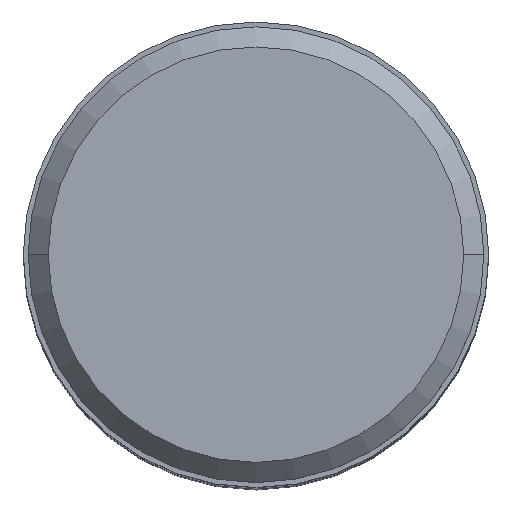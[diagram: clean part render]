
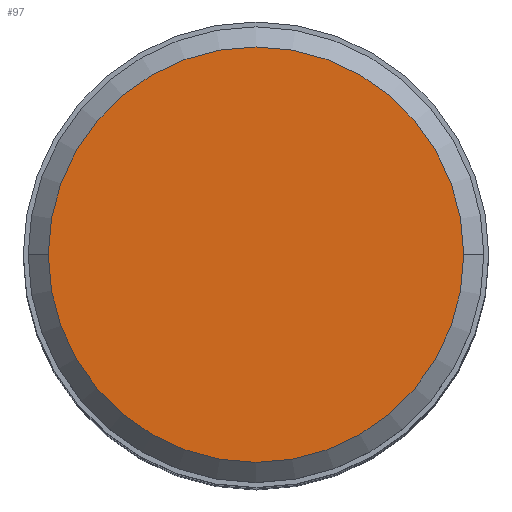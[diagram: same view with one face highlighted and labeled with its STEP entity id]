
A CAD part, top view. The second image highlights one B-rep face of the part: STEP entity #97.
In plain terms, the highlighted planar face has unit normal (0, 0, 1).
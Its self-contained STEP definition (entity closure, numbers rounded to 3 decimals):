
#59=PLANE('',#876);
#97=ADVANCED_FACE('',(#158),#59,.F.);
#158=FACE_OUTER_BOUND('',#206,.T.);
#206=EDGE_LOOP('',(#306,#307));
#306=ORIENTED_EDGE('',*,*,#522,.T.);
#307=ORIENTED_EDGE('',*,*,#523,.T.);
#452=VERTEX_POINT('',#1325);
#453=VERTEX_POINT('',#1326);
#522=EDGE_CURVE('',#452,#453,#620,.T.);
#523=EDGE_CURVE('',#453,#452,#621,.T.);
#620=CIRCLE('',#874,22.665);
#621=CIRCLE('',#875,22.665);
#874=AXIS2_PLACEMENT_3D('',#1324,#1071,#1072);
#875=AXIS2_PLACEMENT_3D('',#1327,#1073,#1074);
#876=AXIS2_PLACEMENT_3D('',#1328,#1075,#1076);
#1071=DIRECTION('',(0.,0.,1.));
#1072=DIRECTION('',(1.,0.,0.));
#1073=DIRECTION('',(0.,0.,1.));
#1074=DIRECTION('',(-1.,0.,0.));
#1075=DIRECTION('',(0.,0.,-1.));
#1076=DIRECTION('',(1.,0.,0.));
#1324=CARTESIAN_POINT('',(0.,0.,43.66));
#1325=CARTESIAN_POINT('',(22.665,0.,43.66));
#1326=CARTESIAN_POINT('',(-22.665,0.,43.66));
#1327=CARTESIAN_POINT('',(0.,0.,43.66));
#1328=CARTESIAN_POINT('',(0.,0.,43.66));
